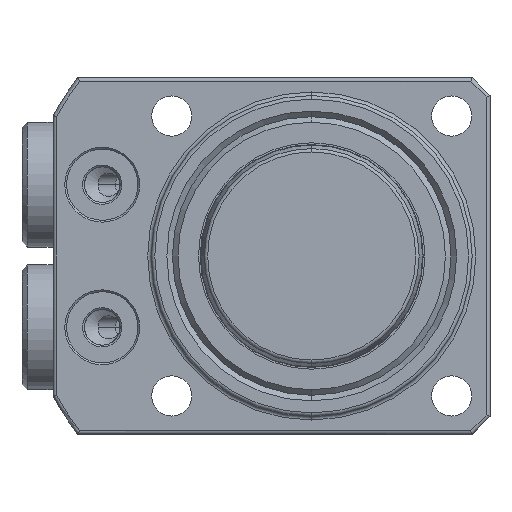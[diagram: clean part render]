
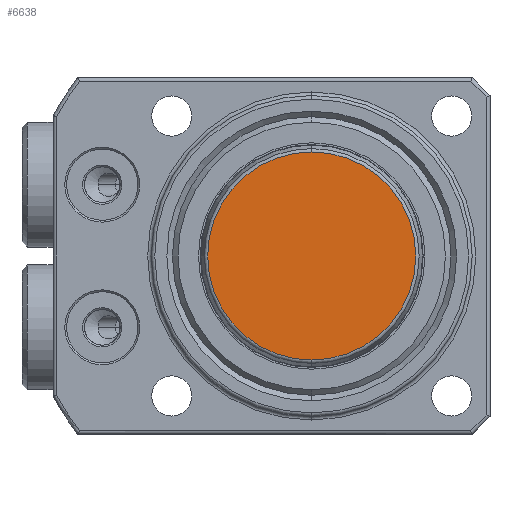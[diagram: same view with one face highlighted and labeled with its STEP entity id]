
A CAD part, front view. The second image highlights one B-rep face of the part: STEP entity #6638.
In plain terms, the highlighted planar face has unit normal (0, -1, 0).
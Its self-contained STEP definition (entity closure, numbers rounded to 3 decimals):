
#56 = CARTESIAN_POINT ( 'NONE',  ( 0., 0., 11.674 ) ) ;
#65 = CARTESIAN_POINT ( 'NONE',  ( 0., 0., -11.674 ) ) ;
#704 = VERTEX_POINT ( 'NONE', #56 ) ;
#713 = VERTEX_POINT ( 'NONE', #65 ) ;
#988 = CARTESIAN_POINT ( 'NONE',  ( 0., 0., 0. ) ) ;
#995 = DIRECTION ( 'NONE',  ( 0., -1., 0. ) ) ;
#996 = DIRECTION ( 'NONE',  ( 0., 0., 1. ) ) ;
#1037 = CARTESIAN_POINT ( 'NONE',  ( 0., 0., 0. ) ) ;
#1038 = DIRECTION ( 'NONE',  ( 0., -1., 0. ) ) ;
#1039 = DIRECTION ( 'NONE',  ( 0., 0., 1. ) ) ;
#1710 = AXIS2_PLACEMENT_3D ( 'NONE', #7551, #7552, #7553 ) ;
#1713 = FACE_OUTER_BOUND ( 'NONE', #3232, .T. ) ;
#2433 = EDGE_CURVE ( 'NONE', #713, #704, #6377, .T. ) ;
#2444 = EDGE_CURVE ( 'NONE', #704, #713, #6374, .T. ) ;
#3232 = EDGE_LOOP ( 'NONE', ( #7411, #8038 ) ) ;
#6374 = CIRCLE ( 'NONE', #7191, 11.674 ) ;
#6377 = CIRCLE ( 'NONE', #7199, 11.674 ) ;
#6638 = ADVANCED_FACE ( 'NONE', ( #1713 ), #7550, .F. ) ;
#7191 = AXIS2_PLACEMENT_3D ( 'NONE', #1037, #1038, #1039 ) ;
#7199 = AXIS2_PLACEMENT_3D ( 'NONE', #988, #995, #996 ) ;
#7411 = ORIENTED_EDGE ( 'NONE', *, *, #2444, .T. ) ;
#7550 = PLANE ( 'NONE',  #1710 ) ;
#7551 = CARTESIAN_POINT ( 'NONE',  ( 0., 0., 0. ) ) ;
#7552 = DIRECTION ( 'NONE',  ( 0., 1., 0. ) ) ;
#7553 = DIRECTION ( 'NONE',  ( 0., 0., 1. ) ) ;
#8038 = ORIENTED_EDGE ( 'NONE', *, *, #2433, .T. ) ;
